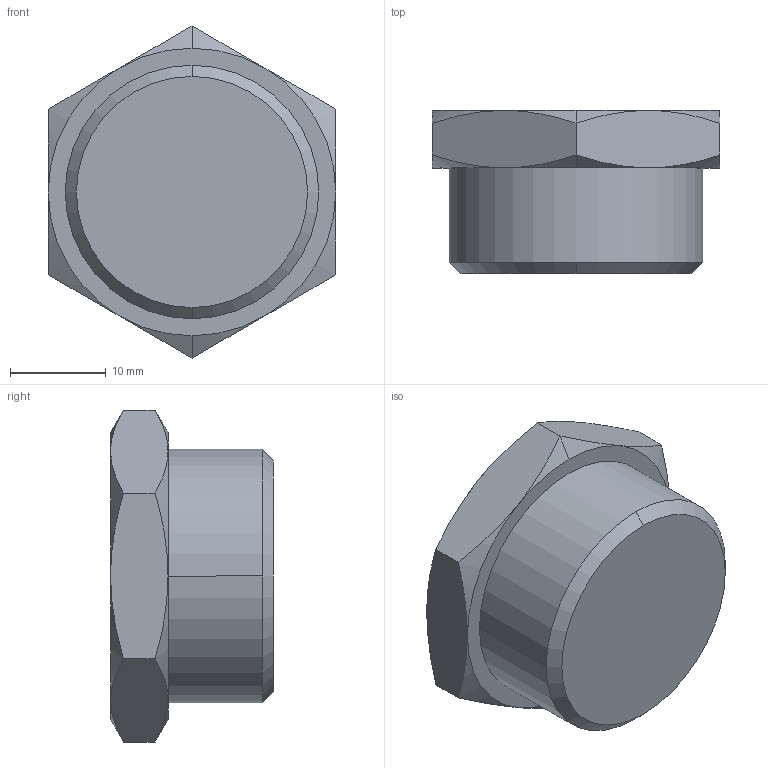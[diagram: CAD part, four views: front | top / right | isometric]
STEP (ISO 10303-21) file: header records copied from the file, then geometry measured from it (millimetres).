
FILE_DESCRIPTION(('STEP AP214'),'1');
FILE_NAME('0919_00_27.stp','2016-07-08T08:50:03',('TraceParts'),('TraceParts S.A.'),'Spatial InterOp 3D',' ',' ');
FILE_SCHEMA(('automotive_design'));
Length unit declared in the file: millimetre
Products named in the file (1): Solide1
Bounding box: 30 x 17 x 34.64 mm (x, y, z)
Volume: 10603.3 mm3; surface area: 2964.6 mm2
Topology: 1 solids, 1 shells, 29 faces, 62 edges, 36 vertices
Faces by surface type: cone 18, plane 9, cylinder 2
Entity records: 1004 total; most frequent: CARTESIAN_POINT 176, ORIENTED_EDGE 124, DIRECTION 122, EDGE_CURVE 62, AXIS2_PLACEMENT_3D 54, VERTEX_POINT 36, STYLED_ITEM 30, PRESENTATION_STYLE_ASSIGNMENT 30
